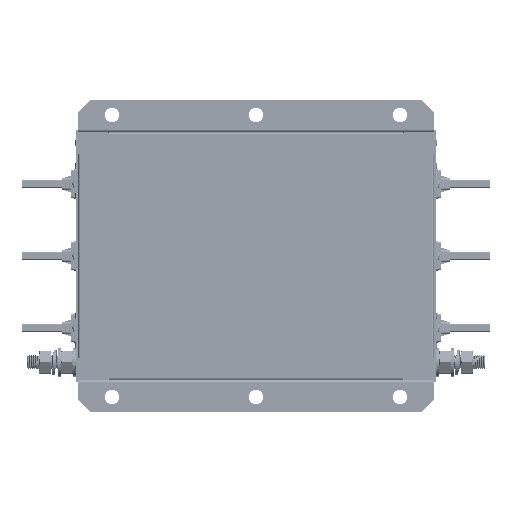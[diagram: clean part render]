
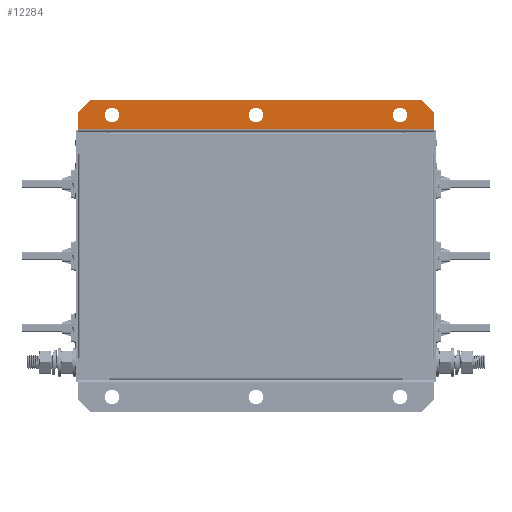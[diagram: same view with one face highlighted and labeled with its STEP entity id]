
A CAD part, front view. The second image highlights one B-rep face of the part: STEP entity #12284.
In plain terms, the highlighted face is planar.
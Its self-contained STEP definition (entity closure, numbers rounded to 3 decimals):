
#686 = CARTESIAN_POINT ( 'NONE',  ( 0., 115., -117.5 ) ) ;
#821 = DIRECTION ( 'NONE',  ( 0., 0., 1. ) ) ;
#1482 = CARTESIAN_POINT ( 'NONE',  ( -148., 115., -105.5 ) ) ;
#2269 = CARTESIAN_POINT ( 'NONE',  ( 0., 115., -111.5 ) ) ;
#3189 = CIRCLE ( 'NONE', #24350, 6. ) ;
#3228 = CARTESIAN_POINT ( 'NONE',  ( 120., 115., -117.5 ) ) ;
#3236 = ORIENTED_EDGE ( 'NONE', *, *, #37070, .F. ) ;
#3362 = VERTEX_POINT ( 'NONE', #2269 ) ;
#3853 = LINE ( 'NONE', #13409, #5345 ) ;
#4889 = DIRECTION ( 'NONE',  ( 0., 0., 1. ) ) ;
#4999 = VECTOR ( 'NONE', #12346, 1000. ) ;
#5345 = VECTOR ( 'NONE', #21987, 1000. ) ;
#5896 = ORIENTED_EDGE ( 'NONE', *, *, #38125, .F. ) ;
#6121 = EDGE_CURVE ( 'NONE', #30798, #28965, #23857, .T. ) ;
#6577 = PLANE ( 'NONE',  #27919 ) ;
#6745 = DIRECTION ( 'NONE',  ( 0., 0., 1. ) ) ;
#6772 = FACE_BOUND ( 'NONE', #7919, .T. ) ;
#7668 = CARTESIAN_POINT ( 'NONE',  ( 148., 115., -105.5 ) ) ;
#7824 = CARTESIAN_POINT ( 'NONE',  ( -120., 115., -117.5 ) ) ;
#7919 = EDGE_LOOP ( 'NONE', ( #20835, #14657 ) ) ;
#7972 = CIRCLE ( 'NONE', #14221, 6. ) ;
#8546 = CARTESIAN_POINT ( 'NONE',  ( -138., 115., -130. ) ) ;
#8797 = VECTOR ( 'NONE', #14823, 1000. ) ;
#9047 = ORIENTED_EDGE ( 'NONE', *, *, #16275, .T. ) ;
#9521 = FACE_BOUND ( 'NONE', #15179, .T. ) ;
#9808 = CARTESIAN_POINT ( 'NONE',  ( -148., 115., 0. ) ) ;
#9892 = CARTESIAN_POINT ( 'NONE',  ( 0., 115., 0. ) ) ;
#10592 = CARTESIAN_POINT ( 'NONE',  ( -120., 115., -117.5 ) ) ;
#10688 = ORIENTED_EDGE ( 'NONE', *, *, #32945, .F. ) ;
#11097 = EDGE_CURVE ( 'NONE', #23692, #34001, #24687, .T. ) ;
#11266 = VECTOR ( 'NONE', #35735, 1000. ) ;
#11274 = ORIENTED_EDGE ( 'NONE', *, *, #15747, .F. ) ;
#11564 = CARTESIAN_POINT ( 'NONE',  ( 120., 115., -123.5 ) ) ;
#12020 = CARTESIAN_POINT ( 'NONE',  ( 120., 115., -111.5 ) ) ;
#12284 = ADVANCED_FACE ( 'NONE', ( #9521, #33514, #6772, #21394 ), #6577, .F. ) ;
#12302 = VERTEX_POINT ( 'NONE', #31742 ) ;
#12346 = DIRECTION ( 'NONE',  ( 0., 0., 1. ) ) ;
#12430 = ORIENTED_EDGE ( 'NONE', *, *, #38245, .T. ) ;
#12628 = DIRECTION ( 'NONE',  ( -1., 0., 0. ) ) ;
#12847 = CARTESIAN_POINT ( 'NONE',  ( 120., 115., -117.5 ) ) ;
#12849 = EDGE_LOOP ( 'NONE', ( #11274, #10688 ) ) ;
#13088 = AXIS2_PLACEMENT_3D ( 'NONE', #12847, #30195, #18870 ) ;
#13271 = AXIS2_PLACEMENT_3D ( 'NONE', #38093, #28669, #26514 ) ;
#13409 = CARTESIAN_POINT ( 'NONE',  ( 148., 115., 0. ) ) ;
#14221 = AXIS2_PLACEMENT_3D ( 'NONE', #10592, #37154, #821 ) ;
#14276 = CARTESIAN_POINT ( 'NONE',  ( -120., 115., -123.5 ) ) ;
#14318 = CARTESIAN_POINT ( 'NONE',  ( 148., 115., -120. ) ) ;
#14459 = LINE ( 'NONE', #37904, #8797 ) ;
#14641 = ORIENTED_EDGE ( 'NONE', *, *, #11097, .T. ) ;
#14657 = ORIENTED_EDGE ( 'NONE', *, *, #20923, .F. ) ;
#14823 = DIRECTION ( 'NONE',  ( -1., 0., 0. ) ) ;
#15179 = EDGE_LOOP ( 'NONE', ( #3236, #29963 ) ) ;
#15747 = EDGE_CURVE ( 'NONE', #16828, #23092, #34257, .T. ) ;
#15762 = CARTESIAN_POINT ( 'NONE',  ( 138., 115., -130. ) ) ;
#16275 = EDGE_CURVE ( 'NONE', #36127, #23692, #16943, .T. ) ;
#16597 = DIRECTION ( 'NONE',  ( 0., 1., 0. ) ) ;
#16828 = VERTEX_POINT ( 'NONE', #12020 ) ;
#16943 = LINE ( 'NONE', #38082, #38605 ) ;
#17162 = CARTESIAN_POINT ( 'NONE',  ( -148., 115., -120. ) ) ;
#18056 = DIRECTION ( 'NONE',  ( 0., 1., 0. ) ) ;
#18446 = CARTESIAN_POINT ( 'NONE',  ( 0., 115., -130. ) ) ;
#18870 = DIRECTION ( 'NONE',  ( 0., 0., 1. ) ) ;
#20835 = ORIENTED_EDGE ( 'NONE', *, *, #33428, .F. ) ;
#20923 = EDGE_CURVE ( 'NONE', #28281, #12302, #3189, .T. ) ;
#21394 = FACE_OUTER_BOUND ( 'NONE', #31668, .T. ) ;
#21788 = DIRECTION ( 'NONE',  ( 0., 0., -1. ) ) ;
#21987 = DIRECTION ( 'NONE',  ( 0., 0., -1. ) ) ;
#22443 = AXIS2_PLACEMENT_3D ( 'NONE', #686, #24488, #25081 ) ;
#23092 = VERTEX_POINT ( 'NONE', #11564 ) ;
#23469 = EDGE_CURVE ( 'NONE', #34687, #3362, #27573, .T. ) ;
#23692 = VERTEX_POINT ( 'NONE', #15762 ) ;
#23857 = LINE ( 'NONE', #9808, #4999 ) ;
#24350 = AXIS2_PLACEMENT_3D ( 'NONE', #7824, #16597, #4889 ) ;
#24488 = DIRECTION ( 'NONE',  ( 0., 1., 0. ) ) ;
#24687 = LINE ( 'NONE', #18446, #27239 ) ;
#24870 = ORIENTED_EDGE ( 'NONE', *, *, #28975, .T. ) ;
#25081 = DIRECTION ( 'NONE',  ( 0., 0., 1. ) ) ;
#25838 = ORIENTED_EDGE ( 'NONE', *, *, #6121, .T. ) ;
#26514 = DIRECTION ( 'NONE',  ( 0., 0., 1. ) ) ;
#27239 = VECTOR ( 'NONE', #12628, 1000. ) ;
#27573 = CIRCLE ( 'NONE', #13271, 6. ) ;
#27919 = AXIS2_PLACEMENT_3D ( 'NONE', #9892, #30771, #21788 ) ;
#28281 = VERTEX_POINT ( 'NONE', #14276 ) ;
#28491 = AXIS2_PLACEMENT_3D ( 'NONE', #3228, #18056, #6745 ) ;
#28669 = DIRECTION ( 'NONE',  ( 0., 1., 0. ) ) ;
#28965 = VERTEX_POINT ( 'NONE', #1482 ) ;
#28975 = EDGE_CURVE ( 'NONE', #34763, #36127, #3853, .T. ) ;
#29045 = DIRECTION ( 'NONE',  ( -0.707, 0., -0.707 ) ) ;
#29963 = ORIENTED_EDGE ( 'NONE', *, *, #23469, .F. ) ;
#30195 = DIRECTION ( 'NONE',  ( 0., 1., 0. ) ) ;
#30771 = DIRECTION ( 'NONE',  ( 0., -1., 0. ) ) ;
#30798 = VERTEX_POINT ( 'NONE', #31412 ) ;
#31005 = CIRCLE ( 'NONE', #28491, 6. ) ;
#31412 = CARTESIAN_POINT ( 'NONE',  ( -148., 115., -120. ) ) ;
#31668 = EDGE_LOOP ( 'NONE', ( #14641, #12430, #25838, #5896, #24870, #9047 ) ) ;
#31742 = CARTESIAN_POINT ( 'NONE',  ( -120., 115., -111.5 ) ) ;
#32446 = CIRCLE ( 'NONE', #22443, 6. ) ;
#32603 = LINE ( 'NONE', #17162, #11266 ) ;
#32945 = EDGE_CURVE ( 'NONE', #23092, #16828, #31005, .T. ) ;
#33428 = EDGE_CURVE ( 'NONE', #12302, #28281, #7972, .T. ) ;
#33514 = FACE_BOUND ( 'NONE', #12849, .T. ) ;
#33644 = CARTESIAN_POINT ( 'NONE',  ( 0., 115., -123.5 ) ) ;
#34001 = VERTEX_POINT ( 'NONE', #8546 ) ;
#34257 = CIRCLE ( 'NONE', #13088, 6. ) ;
#34687 = VERTEX_POINT ( 'NONE', #33644 ) ;
#34763 = VERTEX_POINT ( 'NONE', #7668 ) ;
#35735 = DIRECTION ( 'NONE',  ( -0.707, 0., 0.707 ) ) ;
#36127 = VERTEX_POINT ( 'NONE', #14318 ) ;
#37070 = EDGE_CURVE ( 'NONE', #3362, #34687, #32446, .T. ) ;
#37154 = DIRECTION ( 'NONE',  ( 0., 1., 0. ) ) ;
#37904 = CARTESIAN_POINT ( 'NONE',  ( -148., 115., -105.5 ) ) ;
#38082 = CARTESIAN_POINT ( 'NONE',  ( 138., 115., -130. ) ) ;
#38093 = CARTESIAN_POINT ( 'NONE',  ( 0., 115., -117.5 ) ) ;
#38125 = EDGE_CURVE ( 'NONE', #34763, #28965, #14459, .T. ) ;
#38245 = EDGE_CURVE ( 'NONE', #34001, #30798, #32603, .T. ) ;
#38605 = VECTOR ( 'NONE', #29045, 1000. ) ;
